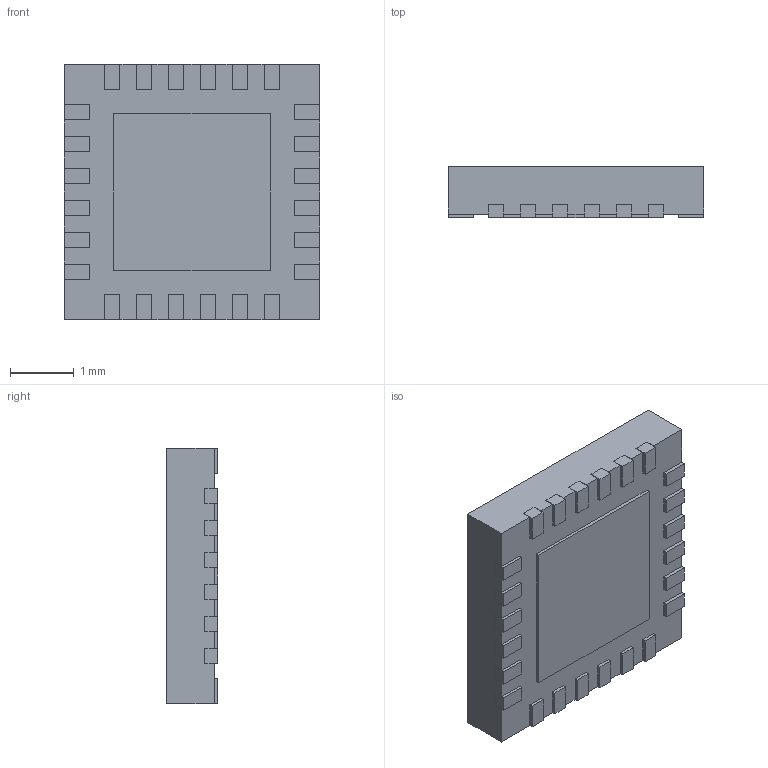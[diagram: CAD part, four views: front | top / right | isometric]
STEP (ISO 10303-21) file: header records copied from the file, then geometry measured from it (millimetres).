
FILE_DESCRIPTION (( 'STEP AP214' ), '1' );
FILE_NAME ('CP2102N-A02-GQFN24R.STEP', '2020-12-18T09:00:07', ( '' ), ( '' ), 'SwSTEP 2.0', 'SolidWorks 2018', '' );
FILE_SCHEMA (( 'AUTOMOTIVE_DESIGN' ));
Length unit declared in the file: millimetre
Products named in the file (1): CP2102N-A02-GQFN24R
Bounding box: 4 x 0.8 x 4 mm (x, y, z)
Volume: 12.4 mm3; surface area: 73.1 mm2
Topology: 26 solids, 26 shells, 257 faces, 612 edges, 408 vertices
Faces by surface type: plane 257
Entity records: 7525 total; most frequent: CARTESIAN_POINT 1278, ORIENTED_EDGE 1224, DIRECTION 1128, VECTOR 612, LINE 612, EDGE_CURVE 612, VERTEX_POINT 408, AXIS2_PLACEMENT_3D 258
